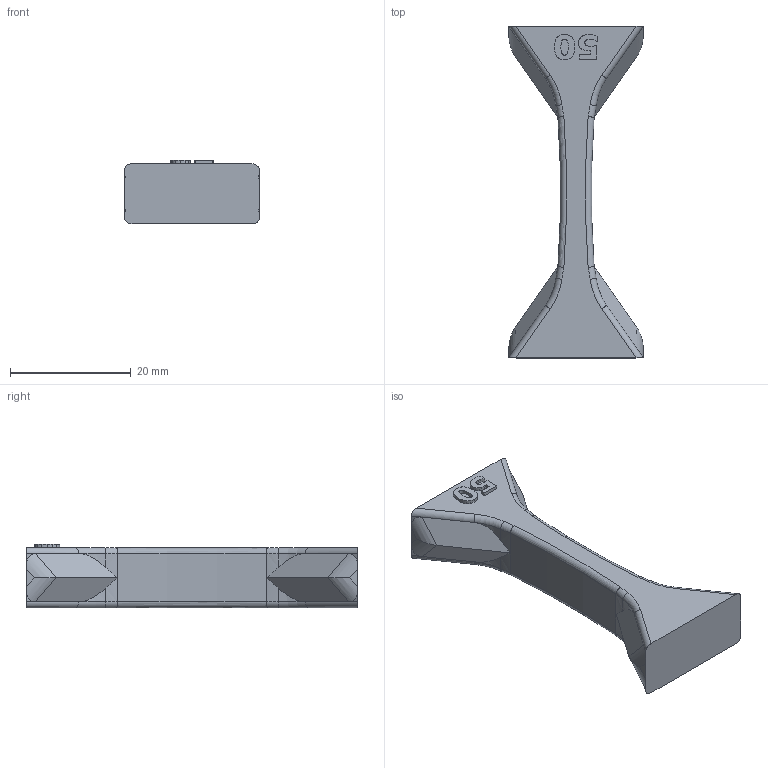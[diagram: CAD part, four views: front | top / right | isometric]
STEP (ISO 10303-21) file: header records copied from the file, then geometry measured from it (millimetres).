
FILE_DESCRIPTION(/* description */ (''),/* implementation_level */ '2;1');
FILE_NAME(/* name */ 'Tester Z 50mm2.step',/* time_stamp */ '2025-08-19T17:01:39-06:00',/* author */ (''),/* organization */ (''),/* preprocessor_version */ 'ST-DEVELOPER v20.1',/* originating_system */ 'Autodesk Translation Framework v14.10.0.0',/* authorisation */ '');
FILE_SCHEMA (('AUTOMOTIVE_DESIGN { 1 0 10303 214 3 1 1 }'));
Length unit declared in the file: millimetre
Products named in the file (1): Tester Z 50mm2
Bounding box: 22.32 x 55 x 10.6 mm (x, y, z)
Volume: 5468.3 mm3; surface area: 2652.9 mm2
Topology: 1 solids, 1 shells, 148 faces, 374 edges, 232 vertices
Faces by surface type: bspline 48, plane 46, cylinder 34, torus 20
Entity records: 4967 total; most frequent: CARTESIAN_POINT 1667, ORIENTED_EDGE 748, DIRECTION 564, EDGE_CURVE 374, VERTEX_POINT 232, AXIS2_PLACEMENT_3D 193, LINE 178, VECTOR 178
